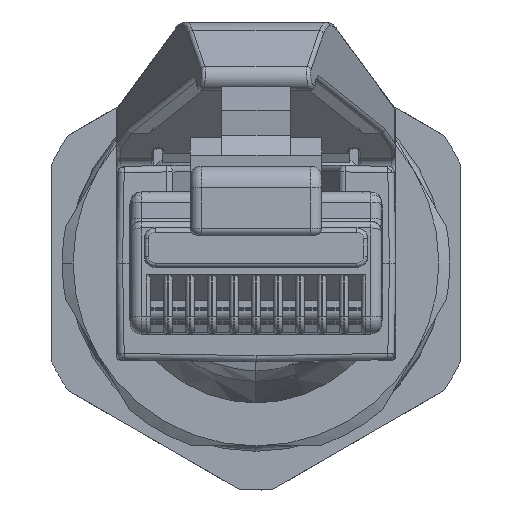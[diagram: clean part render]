
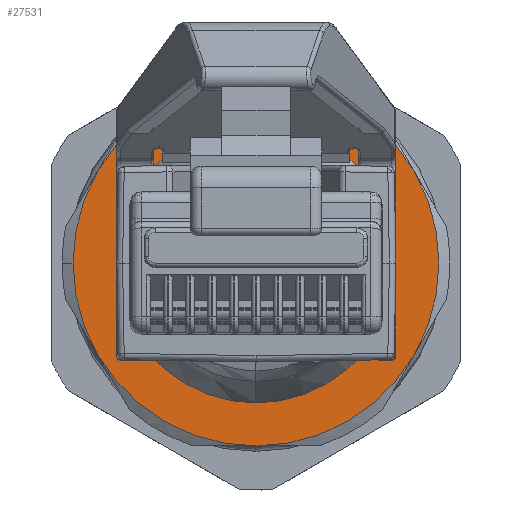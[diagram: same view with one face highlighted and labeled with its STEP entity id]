
A CAD part, front view. The second image highlights one B-rep face of the part: STEP entity #27531.
In plain terms, the highlighted face is planar.
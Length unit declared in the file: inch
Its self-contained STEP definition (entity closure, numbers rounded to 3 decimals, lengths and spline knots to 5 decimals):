
#443 = CARTESIAN_POINT ( 'NONE',  ( 0.89764, 0., 0. ) ) ;
#511 = DIRECTION ( 'NONE',  ( 1., 0., 0. ) ) ;
#586 = DIRECTION ( 'NONE',  ( 0., -1., 0. ) ) ;
#631 = CIRCLE ( 'NONE', #10385, 0.33465 ) ;
#689 = VERTEX_POINT ( 'NONE', #14462 ) ;
#1494 = CARTESIAN_POINT ( 'NONE',  ( 0.89764, 0.25591, 0. ) ) ;
#1834 = DIRECTION ( 'NONE',  ( 0., 1., 0. ) ) ;
#2226 = EDGE_CURVE ( 'NONE', #24737, #23090, #6858, .T. ) ;
#2561 = VERTEX_POINT ( 'NONE', #19853 ) ;
#2655 = CARTESIAN_POINT ( 'NONE',  ( 0.89764, 0.25591, 0. ) ) ;
#2947 = AXIS2_PLACEMENT_3D ( 'NONE', #13826, #22606, #9241 ) ;
#3061 = CIRCLE ( 'NONE', #10368, 0.33465 ) ;
#3456 = CARTESIAN_POINT ( 'NONE',  ( 0.89764, -0.25591, 0. ) ) ;
#3926 = AXIS2_PLACEMENT_3D ( 'NONE', #29387, #15534, #26504 ) ;
#4830 = DIRECTION ( 'NONE',  ( 1., 0., 0. ) ) ;
#4834 = DIRECTION ( 'NONE',  ( 1., 0., 0. ) ) ;
#5232 = VERTEX_POINT ( 'NONE', #26278 ) ;
#5550 = FACE_BOUND ( 'NONE', #10977, .T. ) ;
#6370 = CIRCLE ( 'NONE', #17559, 0.33465 ) ;
#6858 = CIRCLE ( 'NONE', #2947, 0.33465 ) ;
#7145 = CARTESIAN_POINT ( 'NONE',  ( 0.89764, 0., 0. ) ) ;
#7149 = CARTESIAN_POINT ( 'NONE',  ( 0.89764, 0., 0. ) ) ;
#7695 = FACE_OUTER_BOUND ( 'NONE', #12650, .T. ) ;
#8223 = EDGE_CURVE ( 'NONE', #23090, #689, #3061, .T. ) ;
#8672 = VERTEX_POINT ( 'NONE', #10154 ) ;
#8917 = CIRCLE ( 'NONE', #10387, 0.33465 ) ;
#9241 = DIRECTION ( 'NONE',  ( 0., 0., 1. ) ) ;
#9728 = DIRECTION ( 'NONE',  ( 1., 0., 0. ) ) ;
#10102 = EDGE_CURVE ( 'NONE', #16133, #20681, #14820, .T. ) ;
#10154 = CARTESIAN_POINT ( 'NONE',  ( 0.89764, -0.33465, 0. ) ) ;
#10368 = AXIS2_PLACEMENT_3D ( 'NONE', #443, #9728, #586 ) ;
#10385 = AXIS2_PLACEMENT_3D ( 'NONE', #7149, #4834, #27516 ) ;
#10387 = AXIS2_PLACEMENT_3D ( 'NONE', #27195, #22619, #11095 ) ;
#10831 = DIRECTION ( 'NONE',  ( 1., 0., 0. ) ) ;
#10977 = EDGE_LOOP ( 'NONE', ( #23915, #14794 ) ) ;
#11095 = DIRECTION ( 'NONE',  ( 0., -1., 0. ) ) ;
#11787 = PLANE ( 'NONE',  #22966 ) ;
#11810 = ORIENTED_EDGE ( 'NONE', *, *, #8223, .T. ) ;
#11860 = DIRECTION ( 'NONE',  ( 0., 0., 1. ) ) ;
#12466 = EDGE_CURVE ( 'NONE', #5232, #2561, #6370, .T. ) ;
#12650 = EDGE_LOOP ( 'NONE', ( #21250, #19703, #22122, #25526, #15585, #25087, #11810 ) ) ;
#13335 = CIRCLE ( 'NONE', #18167, 0.33465 ) ;
#13826 = CARTESIAN_POINT ( 'NONE',  ( 0.89764, 0., 0. ) ) ;
#13843 = AXIS2_PLACEMENT_3D ( 'NONE', #28126, #23227, #18693 ) ;
#14140 = EDGE_CURVE ( 'NONE', #8672, #16203, #8917, .T. ) ;
#14462 = CARTESIAN_POINT ( 'NONE',  ( 0.89764, -0.28981, 0.16732 ) ) ;
#14638 = CIRCLE ( 'NONE', #3926, 0.25591 ) ;
#14746 = CIRCLE ( 'NONE', #13843, 0.33465 ) ;
#14794 = ORIENTED_EDGE ( 'NONE', *, *, #10102, .F. ) ;
#14820 = CIRCLE ( 'NONE', #21576, 0.25591 ) ;
#14962 = EDGE_CURVE ( 'NONE', #16203, #5232, #13335, .T. ) ;
#15534 = DIRECTION ( 'NONE',  ( 1., 0., 0. ) ) ;
#15585 = ORIENTED_EDGE ( 'NONE', *, *, #15817, .T. ) ;
#15677 = CARTESIAN_POINT ( 'NONE',  ( 0.89764, 0., 0. ) ) ;
#15817 = EDGE_CURVE ( 'NONE', #2561, #24737, #631, .T. ) ;
#15960 = CARTESIAN_POINT ( 'NONE',  ( 0.89764, 0., 0. ) ) ;
#16133 = VERTEX_POINT ( 'NONE', #3456 ) ;
#16203 = VERTEX_POINT ( 'NONE', #26377 ) ;
#17153 = CARTESIAN_POINT ( 'NONE',  ( 0.89764, 0.28981, 0.16732 ) ) ;
#17559 = AXIS2_PLACEMENT_3D ( 'NONE', #15960, #22918, #11860 ) ;
#18167 = AXIS2_PLACEMENT_3D ( 'NONE', #7145, #4830, #19269 ) ;
#18693 = DIRECTION ( 'NONE',  ( 0., -1., 0. ) ) ;
#19269 = DIRECTION ( 'NONE',  ( 0., 0., 1. ) ) ;
#19703 = ORIENTED_EDGE ( 'NONE', *, *, #14140, .T. ) ;
#19853 = CARTESIAN_POINT ( 'NONE',  ( 0.89764, 0.28981, -0.16732 ) ) ;
#20681 = VERTEX_POINT ( 'NONE', #1494 ) ;
#21038 = DIRECTION ( 'NONE',  ( 0., 1., 0. ) ) ;
#21250 = ORIENTED_EDGE ( 'NONE', *, *, #26610, .T. ) ;
#21348 = EDGE_CURVE ( 'NONE', #20681, #16133, #14638, .T. ) ;
#21576 = AXIS2_PLACEMENT_3D ( 'NONE', #15677, #10831, #1834 ) ;
#22122 = ORIENTED_EDGE ( 'NONE', *, *, #14962, .T. ) ;
#22606 = DIRECTION ( 'NONE',  ( 1., 0., 0. ) ) ;
#22619 = DIRECTION ( 'NONE',  ( 1., 0., 0. ) ) ;
#22918 = DIRECTION ( 'NONE',  ( 1., 0., 0. ) ) ;
#22966 = AXIS2_PLACEMENT_3D ( 'NONE', #2655, #511, #21038 ) ;
#23090 = VERTEX_POINT ( 'NONE', #28578 ) ;
#23227 = DIRECTION ( 'NONE',  ( 1., 0., 0. ) ) ;
#23915 = ORIENTED_EDGE ( 'NONE', *, *, #21348, .F. ) ;
#24737 = VERTEX_POINT ( 'NONE', #17153 ) ;
#25087 = ORIENTED_EDGE ( 'NONE', *, *, #2226, .T. ) ;
#25526 = ORIENTED_EDGE ( 'NONE', *, *, #12466, .T. ) ;
#26278 = CARTESIAN_POINT ( 'NONE',  ( 0.89764, 0., -0.33465 ) ) ;
#26377 = CARTESIAN_POINT ( 'NONE',  ( 0.89764, -0.28981, -0.16732 ) ) ;
#26504 = DIRECTION ( 'NONE',  ( 0., 1., 0. ) ) ;
#26610 = EDGE_CURVE ( 'NONE', #689, #8672, #14746, .T. ) ;
#27195 = CARTESIAN_POINT ( 'NONE',  ( 0.89764, 0., 0. ) ) ;
#27516 = DIRECTION ( 'NONE',  ( 0., 0., 1. ) ) ;
#27531 = ADVANCED_FACE ( 'NONE', ( #5550, #7695 ), #11787, .T. ) ;
#28126 = CARTESIAN_POINT ( 'NONE',  ( 0.89764, 0., 0. ) ) ;
#28578 = CARTESIAN_POINT ( 'NONE',  ( 0.89764, 0., 0.33465 ) ) ;
#29387 = CARTESIAN_POINT ( 'NONE',  ( 0.89764, 0., 0. ) ) ;
